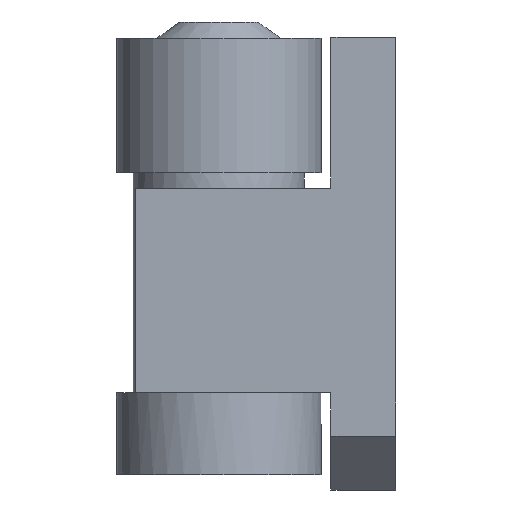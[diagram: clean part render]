
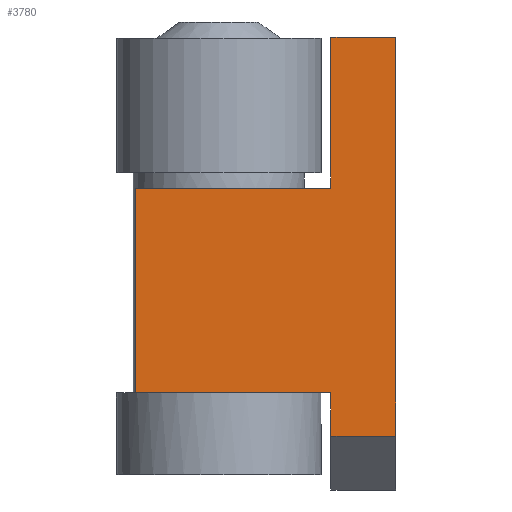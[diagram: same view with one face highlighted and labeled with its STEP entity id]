
A CAD part, left-side view. The second image highlights one B-rep face of the part: STEP entity #3780.
In plain terms, the highlighted planar face has unit normal (-1, 0, 0).
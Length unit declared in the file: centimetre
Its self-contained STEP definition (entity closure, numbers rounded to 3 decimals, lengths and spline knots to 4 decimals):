
#376=FACE_OUTER_BOUND('',#627,.T.);
#627=EDGE_LOOP('',(#3211,#3212,#3213,#3214,#3215,#3216,#3217,#3218));
#691=LINE('',#4894,#1066);
#726=LINE('',#4976,#1101);
#1026=LINE('',#6328,#1401);
#1034=LINE('',#6343,#1409);
#1037=LINE('',#6348,#1412);
#1051=LINE('',#6378,#1426);
#1052=LINE('',#6382,#1427);
#1056=LINE('',#6389,#1431);
#1066=VECTOR('',#4073,0.181);
#1101=VECTOR('',#4124,0.181);
#1401=VECTOR('',#4754,0.37);
#1409=VECTOR('',#4766,0.04);
#1412=VECTOR('',#4773,0.06);
#1426=VECTOR('',#4819,0.19);
#1427=VECTOR('',#4824,0.14);
#1431=VECTOR('',#4832,0.06);
#1451=VERTEX_POINT('',#4891);
#1452=VERTEX_POINT('',#4893);
#1490=VERTEX_POINT('',#4973);
#1491=VERTEX_POINT('',#4975);
#1757=VERTEX_POINT('',#6325);
#1758=VERTEX_POINT('',#6327);
#1763=VERTEX_POINT('',#6341);
#1764=VERTEX_POINT('',#6381);
#1788=EDGE_CURVE('',#1452,#1451,#691,.T.);
#1829=EDGE_CURVE('',#1491,#1490,#726,.T.);
#2222=EDGE_CURVE('',#1758,#1757,#1026,.T.);
#2230=EDGE_CURVE('',#1490,#1763,#1034,.T.);
#2233=EDGE_CURVE('',#1758,#1763,#1037,.T.);
#2247=EDGE_CURVE('',#1491,#1451,#1051,.T.);
#2248=EDGE_CURVE('',#1764,#1452,#1052,.T.);
#2252=EDGE_CURVE('',#1764,#1757,#1056,.T.);
#3211=ORIENTED_EDGE('',*,*,#2233,.F.);
#3212=ORIENTED_EDGE('',*,*,#2222,.T.);
#3213=ORIENTED_EDGE('',*,*,#2252,.F.);
#3214=ORIENTED_EDGE('',*,*,#2248,.T.);
#3215=ORIENTED_EDGE('',*,*,#1788,.T.);
#3216=ORIENTED_EDGE('',*,*,#2247,.F.);
#3217=ORIENTED_EDGE('',*,*,#1829,.T.);
#3218=ORIENTED_EDGE('',*,*,#2230,.T.);
#3373=PLANE('',#4007);
#3780=ADVANCED_FACE('',(#376),#3373,.T.);
#4007=AXIS2_PLACEMENT_3D('',#6388,#4830,#4831);
#4073=DIRECTION('',(0.,1.,0.));
#4124=DIRECTION('',(0.,-1.,0.));
#4754=DIRECTION('',(0.,0.,1.));
#4766=DIRECTION('',(0.,0.,-1.));
#4773=DIRECTION('',(0.,1.,0.));
#4819=DIRECTION('',(0.,0.,1.));
#4824=DIRECTION('',(0.,0.,-1.));
#4830=DIRECTION('center_axis',(-1.,0.,0.));
#4831=DIRECTION('ref_axis',(0.,-1.,0.));
#4832=DIRECTION('',(0.,-1.,0.));
#4891=CARTESIAN_POINT('',(-1.6395,0.8812,0.3298));
#4893=CARTESIAN_POINT('',(-1.6395,0.7002,0.3298));
#4894=CARTESIAN_POINT('',(-1.6395,0.8812,0.3298));
#4973=CARTESIAN_POINT('',(-1.6395,0.7002,0.1398));
#4975=CARTESIAN_POINT('',(-1.6395,0.8812,0.1398));
#4976=CARTESIAN_POINT('',(-1.6395,0.7907,0.1398));
#6325=CARTESIAN_POINT('',(-1.6395,0.6402,0.4698));
#6327=CARTESIAN_POINT('',(-1.6395,0.6402,0.0998));
#6328=CARTESIAN_POINT('',(-1.6395,0.6402,0.0498));
#6341=CARTESIAN_POINT('',(-1.6395,0.7002,0.0998));
#6343=CARTESIAN_POINT('',(-1.6395,0.7002,0.0498));
#6348=CARTESIAN_POINT('',(-1.6395,0.821,0.0998));
#6378=CARTESIAN_POINT('',(-1.6395,0.8812,0.0498));
#6381=CARTESIAN_POINT('',(-1.6395,0.7002,0.4698));
#6382=CARTESIAN_POINT('',(-1.6395,0.7002,0.1898));
#6388=CARTESIAN_POINT('Origin',(-1.6395,0.8812,0.0498));
#6389=CARTESIAN_POINT('',(-1.6395,0.8812,0.4698));
